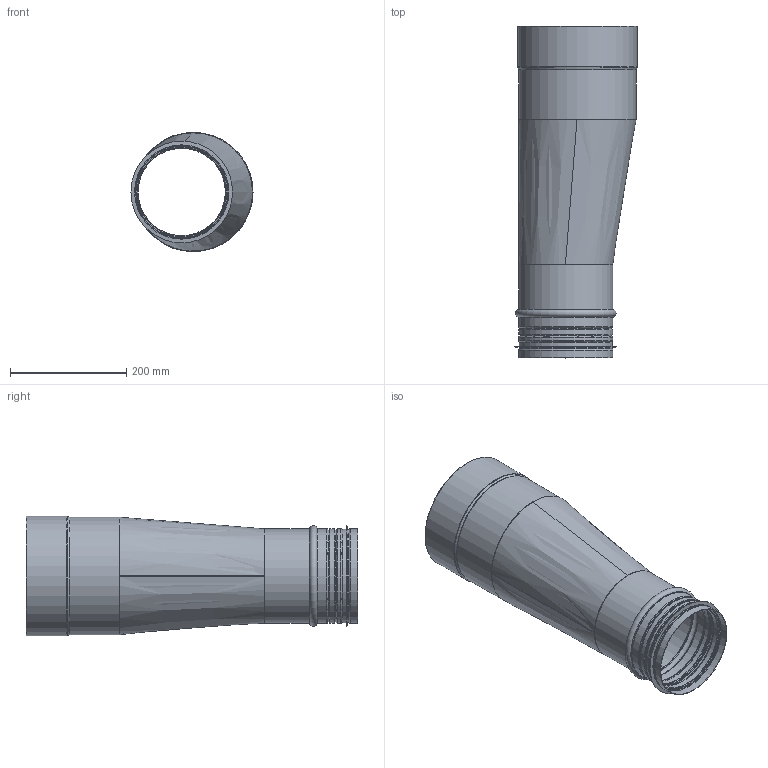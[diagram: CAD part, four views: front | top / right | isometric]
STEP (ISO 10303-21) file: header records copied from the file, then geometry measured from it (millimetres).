
FILE_DESCRIPTION(/* description */ ('Kona HFBMH'),/* implementation_level */ '2;1');
FILE_NAME(/* name */ 'HFBMH-2.stp',/* time_stamp */ '2016-02-11T08:15:58+01:00',/* author */ ('John'),/* organization */ (''),/* preprocessor_version */ 'ST-DEVELOPER v15.6',/* originating_system */ 'Autodesk Inventor 2015',/* authorisation */ '');
FILE_SCHEMA (('AUTOMOTIVE_DESIGN { 1 0 10303 214 3 1 1 }'));
Length unit declared in the file: millimetre
Products named in the file (6): HFBMH-AA-2; HFBMH-AB-2; HFBMH-AC-2; HIK-AA-3; HIK-AB-3; HFBMH-2
Assembly tree (5 placements, depth 2):
  HFBMH-2
    HFBMH-AA-2
    HFBMH-AB-2
    HFBMH-AC-2
    HIK-AA-3
    HIK-AB-3
Bounding box: 209.9 x 570.3 x 205.2 mm (x, y, z)
Volume: 356288.5 mm3; surface area: 700960.8 mm2
Topology: 5 solids, 5 shells, 135 faces, 269 edges, 144 vertices
Faces by surface type: plane 60, torus 32, cylinder 22, cone 12, bspline 9
Full cylindrical faces by diameter (mm): 157 x2, 160.6 x2, 161.6 x1, 174.6 x1
Entity records: 4007 total; most frequent: CARTESIAN_POINT 975, DIRECTION 648, ORIENTED_EDGE 510, AXIS2_PLACEMENT_3D 267, EDGE_CURVE 255, EDGE_LOOP 153, VERTEX_POINT 144, STYLED_ITEM 140
